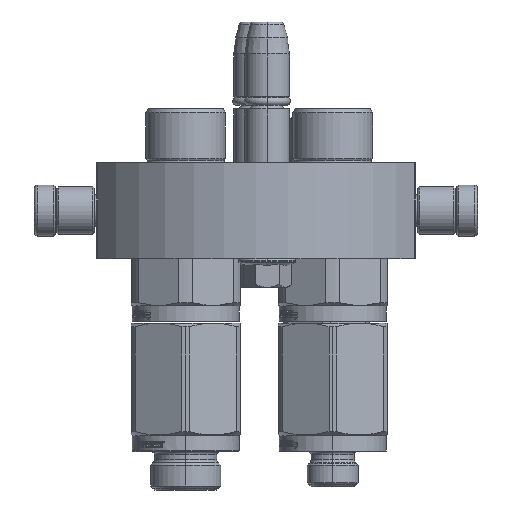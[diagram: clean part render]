
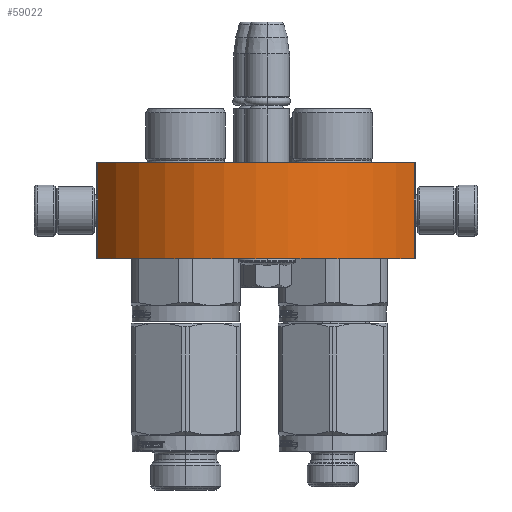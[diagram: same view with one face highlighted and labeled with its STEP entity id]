
A CAD part, left-side view. The second image highlights one B-rep face of the part: STEP entity #59022.
In plain terms, the highlighted cylindrical face has radius 57.25 mm (diameter 114.5 mm), a partial arc.
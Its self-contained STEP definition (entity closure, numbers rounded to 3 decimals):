
#2208 = DIRECTION ( 'NONE',  ( 0., -1., 0. ) ) ;
#3219 = CARTESIAN_POINT ( 'NONE',  ( 0., 0., 0. ) ) ;
#4690 = CARTESIAN_POINT ( 'NONE',  ( -49.5, 0., -28.763 ) ) ;
#8176 = DIRECTION ( 'NONE',  ( 0.865, 0., -0.502 ) ) ;
#9585 = ORIENTED_EDGE ( 'NONE', *, *, #28433, .T. ) ;
#10157 = AXIS2_PLACEMENT_3D ( 'NONE', #58897, #2208, #17829 ) ;
#11797 = VERTEX_POINT ( 'NONE', #43258 ) ;
#12489 = CARTESIAN_POINT ( 'NONE',  ( -49.5, 0., -28.763 ) ) ;
#12709 = VERTEX_POINT ( 'NONE', #52139 ) ;
#13864 = CARTESIAN_POINT ( 'NONE',  ( 0., 30., 0. ) ) ;
#14299 = VERTEX_POINT ( 'NONE', #62173 ) ;
#15182 = AXIS2_PLACEMENT_3D ( 'NONE', #13864, #38852, #8176 ) ;
#16747 = VERTEX_POINT ( 'NONE', #4690 ) ;
#17107 = CIRCLE ( 'NONE', #66483, 57.25 ) ;
#17829 = DIRECTION ( 'NONE',  ( 1., 0., 0. ) ) ;
#19911 = LINE ( 'NONE', #53893, #31133 ) ;
#25019 = ORIENTED_EDGE ( 'NONE', *, *, #37767, .T. ) ;
#25964 = VECTOR ( 'NONE', #43387, 1000. ) ;
#26187 = CIRCLE ( 'NONE', #15182, 57.25 ) ;
#26980 = ORIENTED_EDGE ( 'NONE', *, *, #42278, .F. ) ;
#28433 = EDGE_CURVE ( 'NONE', #16747, #12709, #31566, .T. ) ;
#29174 = DIRECTION ( 'NONE',  ( 0.865, 0., -0.502 ) ) ;
#31133 = VECTOR ( 'NONE', #63594, 1000. ) ;
#31566 = LINE ( 'NONE', #12489, #25964 ) ;
#37767 = EDGE_CURVE ( 'NONE', #14299, #16747, #17107, .T. ) ;
#38852 = DIRECTION ( 'NONE',  ( 0., 1., 0. ) ) ;
#41480 = EDGE_LOOP ( 'NONE', ( #26980, #59721, #25019, #9585 ) ) ;
#42278 = EDGE_CURVE ( 'NONE', #11797, #12709, #26187, .T. ) ;
#43258 = CARTESIAN_POINT ( 'NONE',  ( 49.5, 30., -28.763 ) ) ;
#43387 = DIRECTION ( 'NONE',  ( 0., 1., 0. ) ) ;
#45658 = EDGE_CURVE ( 'NONE', #14299, #11797, #19911, .T. ) ;
#52139 = CARTESIAN_POINT ( 'NONE',  ( -49.5, 30., -28.763 ) ) ;
#53893 = CARTESIAN_POINT ( 'NONE',  ( 49.5, 0., -28.763 ) ) ;
#55301 = FACE_OUTER_BOUND ( 'NONE', #41480, .T. ) ;
#56922 = CYLINDRICAL_SURFACE ( 'NONE', #10157, 57.25 ) ;
#58897 = CARTESIAN_POINT ( 'NONE',  ( 0., 0., 0. ) ) ;
#59022 = ADVANCED_FACE ( 'NONE', ( #55301 ), #56922, .T. ) ;
#59721 = ORIENTED_EDGE ( 'NONE', *, *, #45658, .F. ) ;
#59881 = DIRECTION ( 'NONE',  ( 0., 1., 0. ) ) ;
#62173 = CARTESIAN_POINT ( 'NONE',  ( 49.5, 0., -28.763 ) ) ;
#63594 = DIRECTION ( 'NONE',  ( 0., 1., 0. ) ) ;
#66483 = AXIS2_PLACEMENT_3D ( 'NONE', #3219, #59881, #29174 ) ;
